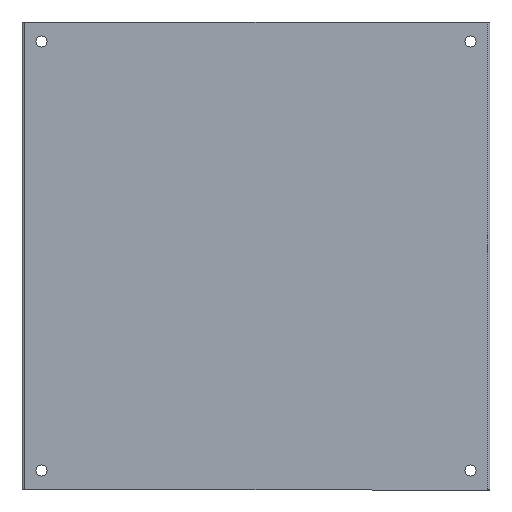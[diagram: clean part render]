
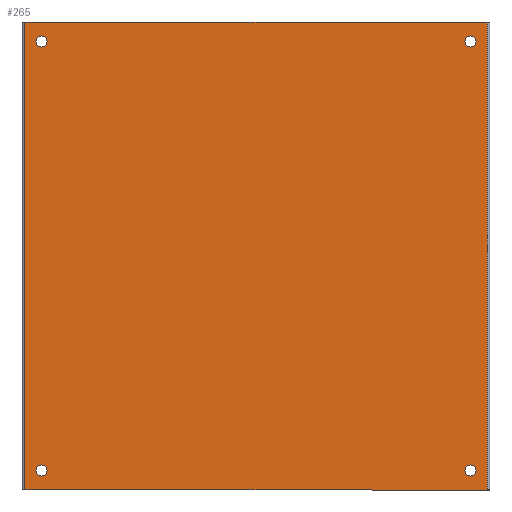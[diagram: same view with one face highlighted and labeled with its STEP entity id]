
A CAD part, front view. The second image highlights one B-rep face of the part: STEP entity #265.
In plain terms, the highlighted planar face has unit normal (0, -1, 0).
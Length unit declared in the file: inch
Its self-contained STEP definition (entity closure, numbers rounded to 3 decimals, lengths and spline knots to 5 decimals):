
#9 = AXIS2_PLACEMENT_3D ( 'NONE', #367, #431, #242 ) ;
#11 = DIRECTION ( 'NONE',  ( 0., -1., 0. ) ) ;
#13 = CIRCLE ( 'NONE', #84, 0.25 ) ;
#28 = VERTEX_POINT ( 'NONE', #203 ) ;
#31 = EDGE_CURVE ( 'NONE', #467, #390, #365, .T. ) ;
#34 = VERTEX_POINT ( 'NONE', #577 ) ;
#36 = ORIENTED_EDGE ( 'NONE', *, *, #585, .T. ) ;
#38 = LINE ( 'NONE', #260, #527 ) ;
#43 = VERTEX_POINT ( 'NONE', #704 ) ;
#50 = CARTESIAN_POINT ( 'NONE',  ( 10.375, 0., 10.5 ) ) ;
#62 = CARTESIAN_POINT ( 'NONE',  ( 9.625, 0., 9.875 ) ) ;
#84 = AXIS2_PLACEMENT_3D ( 'NONE', #107, #226, #309 ) ;
#86 = ORIENTED_EDGE ( 'NONE', *, *, #512, .F. ) ;
#89 = EDGE_CURVE ( 'NONE', #43, #439, #38, .T. ) ;
#90 = CIRCLE ( 'NONE', #193, 0.25 ) ;
#107 = CARTESIAN_POINT ( 'NONE',  ( 9.625, 0., -9.625 ) ) ;
#117 = DIRECTION ( 'NONE',  ( 0., 0., -1. ) ) ;
#124 = ORIENTED_EDGE ( 'NONE', *, *, #629, .T. ) ;
#133 = DIRECTION ( 'NONE',  ( 0., 1., 0. ) ) ;
#137 = VERTEX_POINT ( 'NONE', #332 ) ;
#143 = CIRCLE ( 'NONE', #9, 0.25 ) ;
#149 = AXIS2_PLACEMENT_3D ( 'NONE', #285, #410, #297 ) ;
#152 = CIRCLE ( 'NONE', #312, 0.25 ) ;
#153 = EDGE_LOOP ( 'NONE', ( #315, #230 ) ) ;
#156 = EDGE_CURVE ( 'NONE', #28, #439, #452, .T. ) ;
#159 = DIRECTION ( 'NONE',  ( 0., 1., 0. ) ) ;
#160 = DIRECTION ( 'NONE',  ( 0., 0., -1. ) ) ;
#162 = CARTESIAN_POINT ( 'NONE',  ( 10.5, 0., 10.5 ) ) ;
#169 = CARTESIAN_POINT ( 'NONE',  ( 9.625, 0., 9.625 ) ) ;
#180 = VECTOR ( 'NONE', #293, 39.37008 ) ;
#181 = ORIENTED_EDGE ( 'NONE', *, *, #357, .T. ) ;
#182 = AXIS2_PLACEMENT_3D ( 'NONE', #683, #11, #289 ) ;
#185 = VERTEX_POINT ( 'NONE', #62 ) ;
#193 = AXIS2_PLACEMENT_3D ( 'NONE', #533, #783, #160 ) ;
#201 = CARTESIAN_POINT ( 'NONE',  ( -10.5, 0., -10.5 ) ) ;
#203 = CARTESIAN_POINT ( 'NONE',  ( 10.375, 0., -10.5 ) ) ;
#205 = FACE_BOUND ( 'NONE', #558, .T. ) ;
#225 = VERTEX_POINT ( 'NONE', #702 ) ;
#226 = DIRECTION ( 'NONE',  ( 0., 1., 0. ) ) ;
#228 = CARTESIAN_POINT ( 'NONE',  ( -9.625, 0., -9.625 ) ) ;
#230 = ORIENTED_EDGE ( 'NONE', *, *, #575, .T. ) ;
#242 = DIRECTION ( 'NONE',  ( 0., 0., -1. ) ) ;
#243 = FACE_BOUND ( 'NONE', #508, .T. ) ;
#257 = DIRECTION ( 'NONE',  ( 0., 0., -1. ) ) ;
#260 = CARTESIAN_POINT ( 'NONE',  ( -10.375, 0., -10.5 ) ) ;
#265 = ADVANCED_FACE ( 'NONE', ( #779, #342, #243, #205, #311 ), #490, .T. ) ;
#272 = AXIS2_PLACEMENT_3D ( 'NONE', #228, #159, #292 ) ;
#285 = CARTESIAN_POINT ( 'NONE',  ( -9.625, 0., 9.625 ) ) ;
#289 = DIRECTION ( 'NONE',  ( 0., 0., -1. ) ) ;
#292 = DIRECTION ( 'NONE',  ( 0., 0., -1. ) ) ;
#293 = DIRECTION ( 'NONE',  ( 1., 0., 0. ) ) ;
#297 = DIRECTION ( 'NONE',  ( 0., 0., -1. ) ) ;
#309 = DIRECTION ( 'NONE',  ( 0., 0., -1. ) ) ;
#311 = FACE_BOUND ( 'NONE', #153, .T. ) ;
#312 = AXIS2_PLACEMENT_3D ( 'NONE', #664, #796, #733 ) ;
#315 = ORIENTED_EDGE ( 'NONE', *, *, #31, .T. ) ;
#317 = EDGE_CURVE ( 'NONE', #651, #471, #143, .T. ) ;
#328 = VECTOR ( 'NONE', #644, 39.37008 ) ;
#332 = CARTESIAN_POINT ( 'NONE',  ( 9.625, 0., 9.375 ) ) ;
#342 = FACE_BOUND ( 'NONE', #676, .T. ) ;
#357 = EDGE_CURVE ( 'NONE', #471, #651, #392, .T. ) ;
#365 = CIRCLE ( 'NONE', #614, 0.25 ) ;
#367 = CARTESIAN_POINT ( 'NONE',  ( -9.625, 0., -9.625 ) ) ;
#373 = VERTEX_POINT ( 'NONE', #50 ) ;
#390 = VERTEX_POINT ( 'NONE', #589 ) ;
#392 = CIRCLE ( 'NONE', #272, 0.25 ) ;
#410 = DIRECTION ( 'NONE',  ( 0., 1., 0. ) ) ;
#419 = DIRECTION ( 'NONE',  ( 0., 1., 0. ) ) ;
#422 = ORIENTED_EDGE ( 'NONE', *, *, #317, .T. ) ;
#427 = CIRCLE ( 'NONE', #149, 0.25 ) ;
#431 = DIRECTION ( 'NONE',  ( 0., 1., 0. ) ) ;
#438 = ORIENTED_EDGE ( 'NONE', *, *, #448, .T. ) ;
#439 = VERTEX_POINT ( 'NONE', #675 ) ;
#448 = EDGE_CURVE ( 'NONE', #225, #34, #13, .T. ) ;
#452 = LINE ( 'NONE', #201, #328 ) ;
#467 = VERTEX_POINT ( 'NONE', #600 ) ;
#471 = VERTEX_POINT ( 'NONE', #745 ) ;
#490 = PLANE ( 'NONE',  #182 ) ;
#508 = EDGE_LOOP ( 'NONE', ( #438, #124 ) ) ;
#512 = EDGE_CURVE ( 'NONE', #373, #28, #760, .T. ) ;
#515 = LINE ( 'NONE', #162, #180 ) ;
#517 = EDGE_CURVE ( 'NONE', #43, #373, #515, .T. ) ;
#527 = VECTOR ( 'NONE', #645, 39.37008 ) ;
#533 = CARTESIAN_POINT ( 'NONE',  ( 9.625, 0., -9.625 ) ) ;
#553 = VECTOR ( 'NONE', #117, 39.37008 ) ;
#558 = EDGE_LOOP ( 'NONE', ( #422, #181 ) ) ;
#575 = EDGE_CURVE ( 'NONE', #390, #467, #427, .T. ) ;
#577 = CARTESIAN_POINT ( 'NONE',  ( 9.625, 0., -9.375 ) ) ;
#585 = EDGE_CURVE ( 'NONE', #185, #137, #716, .T. ) ;
#589 = CARTESIAN_POINT ( 'NONE',  ( -9.625, 0., 9.875 ) ) ;
#600 = CARTESIAN_POINT ( 'NONE',  ( -9.625, 0., 9.375 ) ) ;
#614 = AXIS2_PLACEMENT_3D ( 'NONE', #697, #133, #257 ) ;
#629 = EDGE_CURVE ( 'NONE', #34, #225, #90, .T. ) ;
#634 = EDGE_LOOP ( 'NONE', ( #695, #86, #746, #762 ) ) ;
#644 = DIRECTION ( 'NONE',  ( -1., 0., 0. ) ) ;
#645 = DIRECTION ( 'NONE',  ( 0., 0., -1. ) ) ;
#651 = VERTEX_POINT ( 'NONE', #723 ) ;
#664 = CARTESIAN_POINT ( 'NONE',  ( 9.625, 0., 9.625 ) ) ;
#666 = EDGE_CURVE ( 'NONE', #137, #185, #152, .T. ) ;
#675 = CARTESIAN_POINT ( 'NONE',  ( -10.375, 0., -10.5 ) ) ;
#676 = EDGE_LOOP ( 'NONE', ( #777, #36 ) ) ;
#683 = CARTESIAN_POINT ( 'NONE',  ( -10.5, 0., -10.5 ) ) ;
#695 = ORIENTED_EDGE ( 'NONE', *, *, #156, .F. ) ;
#697 = CARTESIAN_POINT ( 'NONE',  ( -9.625, 0., 9.625 ) ) ;
#702 = CARTESIAN_POINT ( 'NONE',  ( 9.625, 0., -9.875 ) ) ;
#704 = CARTESIAN_POINT ( 'NONE',  ( -10.375, 0., 10.5 ) ) ;
#705 = AXIS2_PLACEMENT_3D ( 'NONE', #169, #419, #738 ) ;
#716 = CIRCLE ( 'NONE', #705, 0.25 ) ;
#723 = CARTESIAN_POINT ( 'NONE',  ( -9.625, 0., -9.875 ) ) ;
#733 = DIRECTION ( 'NONE',  ( 0., 0., -1. ) ) ;
#738 = DIRECTION ( 'NONE',  ( 0., 0., -1. ) ) ;
#745 = CARTESIAN_POINT ( 'NONE',  ( -9.625, 0., -9.375 ) ) ;
#746 = ORIENTED_EDGE ( 'NONE', *, *, #517, .F. ) ;
#760 = LINE ( 'NONE', #808, #553 ) ;
#762 = ORIENTED_EDGE ( 'NONE', *, *, #89, .T. ) ;
#777 = ORIENTED_EDGE ( 'NONE', *, *, #666, .T. ) ;
#779 = FACE_OUTER_BOUND ( 'NONE', #634, .T. ) ;
#783 = DIRECTION ( 'NONE',  ( 0., 1., 0. ) ) ;
#796 = DIRECTION ( 'NONE',  ( 0., 1., 0. ) ) ;
#808 = CARTESIAN_POINT ( 'NONE',  ( 10.375, 0., -10.5 ) ) ;
